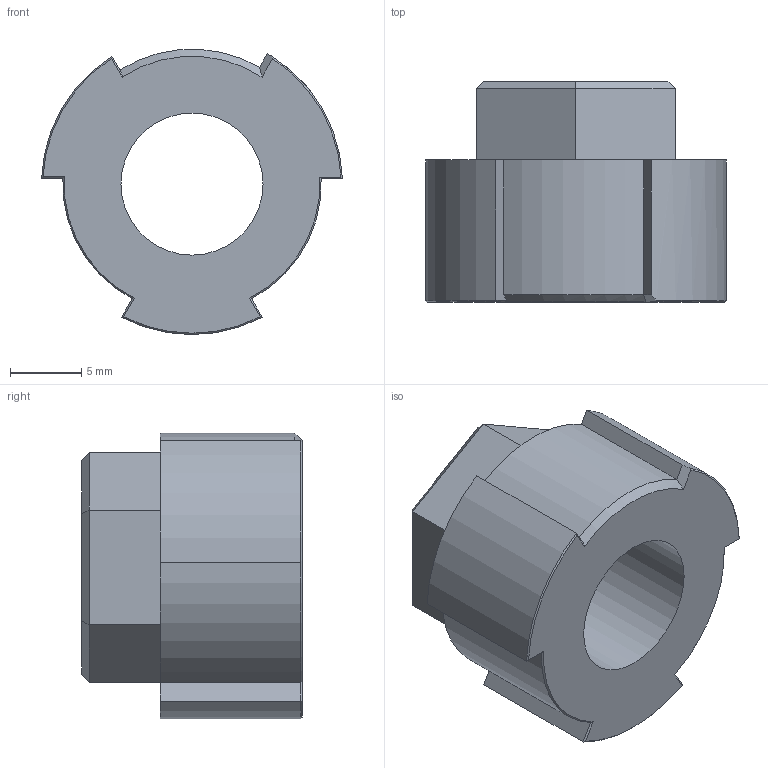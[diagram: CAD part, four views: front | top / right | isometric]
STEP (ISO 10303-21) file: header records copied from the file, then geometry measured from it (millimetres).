
FILE_DESCRIPTION(/* description */ ('STEP AP214'),/* implementation_level */ '2;1');
FILE_NAME(/* name */ '61fa9e61de1f9b6a4c35e5ee',/* time_stamp */ '2022-02-02T15:08:18+00:00',/* author */ (''),/* organization */ (''),/* preprocessor_version */ 'ST-DEVELOPER v18.101',/* originating_system */ ' ',/* authorisation */ ' ');
FILE_SCHEMA (('AUTOMOTIVE_DESIGN {1 0 10303 214 3 1 1}'));
Length unit declared in the file: metre
Products named in the file (1): Couvercle
Bounding box: 21.18 x 15.5 x 20.08 mm (x, y, z)
Volume: 2784.8 mm3; surface area: 1895.7 mm2
Topology: 1 solids, 1 shells, 40 faces, 95 edges, 58 vertices
Faces by surface type: plane 27, cylinder 7, cone 6
Full cylindrical faces by diameter (mm): 10 x1
Entity records: 1174 total; most frequent: CARTESIAN_POINT 232, ORIENTED_EDGE 188, DIRECTION 184, EDGE_CURVE 94, AXIS2_PLACEMENT_3D 62, LINE 60, VECTOR 60, VERTEX_POINT 58
